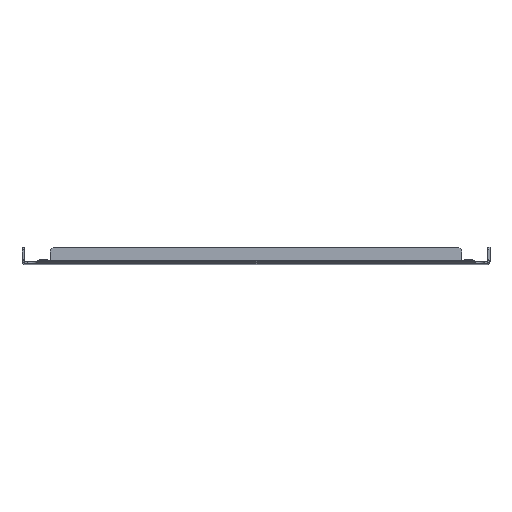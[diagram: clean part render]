
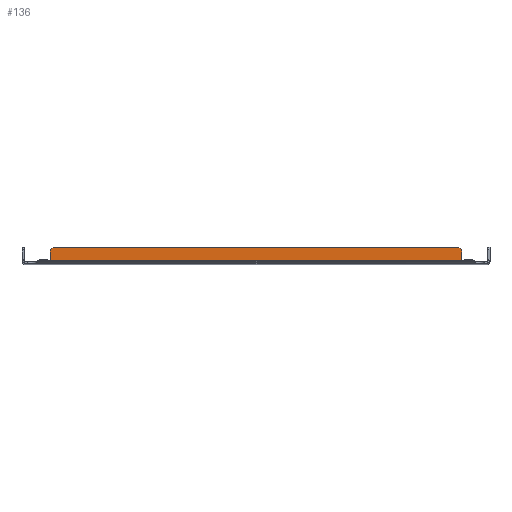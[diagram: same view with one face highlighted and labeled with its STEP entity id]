
A CAD part, top view. The second image highlights one B-rep face of the part: STEP entity #136.
In plain terms, the highlighted planar face has unit normal (0, 0, 1).
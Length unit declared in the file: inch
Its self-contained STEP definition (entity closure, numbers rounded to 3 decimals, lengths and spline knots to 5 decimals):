
#136 = ADVANCED_FACE ( 'NONE', ( #7252 ), #4779, .F. ) ;
#230 = LINE ( 'NONE', #5740, #867 ) ;
#355 = CARTESIAN_POINT ( 'NONE',  ( -9.615, 0.75, 23.085 ) ) ;
#549 = CIRCLE ( 'NONE', #3869, 0.063 ) ;
#587 = VECTOR ( 'NONE', #1095, 39.37008 ) ;
#706 = EDGE_CURVE ( 'NONE', #5001, #2437, #877, .T. ) ;
#867 = VECTOR ( 'NONE', #3315, 39.37008 ) ;
#877 = LINE ( 'NONE', #2542, #2583 ) ;
#1011 = EDGE_CURVE ( 'NONE', #4818, #1891, #4332, .T. ) ;
#1037 = ORIENTED_EDGE ( 'NONE', *, *, #1011, .F. ) ;
#1095 = DIRECTION ( 'NONE',  ( 0.707, 0.707, 0. ) ) ;
#1123 = DIRECTION ( 'NONE',  ( 0., 0., -1. ) ) ;
#1874 = CARTESIAN_POINT ( 'NONE',  ( -9.74, 0.625, 23.085 ) ) ;
#1891 = VERTEX_POINT ( 'NONE', #5892 ) ;
#2006 = ORIENTED_EDGE ( 'NONE', *, *, #4606, .F. ) ;
#2143 = CARTESIAN_POINT ( 'NONE',  ( 9.74656, 0.143, 23.085 ) ) ;
#2437 = VERTEX_POINT ( 'NONE', #6678 ) ;
#2519 = CARTESIAN_POINT ( 'NONE',  ( -9.74, 0.171, 23.085 ) ) ;
#2521 = VECTOR ( 'NONE', #3907, 39.37008 ) ;
#2542 = CARTESIAN_POINT ( 'NONE',  ( 9.615, 0.75, 23.085 ) ) ;
#2546 = ORIENTED_EDGE ( 'NONE', *, *, #2673, .F. ) ;
#2583 = VECTOR ( 'NONE', #3078, 39.37008 ) ;
#2673 = EDGE_CURVE ( 'NONE', #3157, #2934, #4841, .T. ) ;
#2695 = CIRCLE ( 'NONE', #3564, 0.063 ) ;
#2780 = VECTOR ( 'NONE', #4884, 39.37008 ) ;
#2926 = DIRECTION ( 'NONE',  ( 0., 1., 0. ) ) ;
#2934 = VERTEX_POINT ( 'NONE', #1874 ) ;
#2951 = LINE ( 'NONE', #4319, #3395 ) ;
#3078 = DIRECTION ( 'NONE',  ( 0.707, -0.707, 0. ) ) ;
#3157 = VERTEX_POINT ( 'NONE', #2519 ) ;
#3315 = DIRECTION ( 'NONE',  ( 0., -1., 0. ) ) ;
#3395 = VECTOR ( 'NONE', #7297, 39.37008 ) ;
#3564 = AXIS2_PLACEMENT_3D ( 'NONE', #5790, #1123, #2926 ) ;
#3627 = CARTESIAN_POINT ( 'NONE',  ( -11.664, 0.75, 23.085 ) ) ;
#3869 = AXIS2_PLACEMENT_3D ( 'NONE', #6065, #6682, #4720 ) ;
#3894 = EDGE_CURVE ( 'NONE', #4818, #6705, #2695, .T. ) ;
#3907 = DIRECTION ( 'NONE',  ( 0., 1., 0. ) ) ;
#4120 = ORIENTED_EDGE ( 'NONE', *, *, #706, .F. ) ;
#4267 = ORIENTED_EDGE ( 'NONE', *, *, #5778, .F. ) ;
#4319 = CARTESIAN_POINT ( 'NONE',  ( -11.664, 0.75, 23.085 ) ) ;
#4332 = LINE ( 'NONE', #7158, #2780 ) ;
#4606 = EDGE_CURVE ( 'NONE', #2934, #6575, #5686, .T. ) ;
#4720 = DIRECTION ( 'NONE',  ( 0., 1., 0. ) ) ;
#4779 = PLANE ( 'NONE',  #4899 ) ;
#4818 = VERTEX_POINT ( 'NONE', #2143 ) ;
#4841 = LINE ( 'NONE', #6261, #2521 ) ;
#4884 = DIRECTION ( 'NONE',  ( -1., 0., 0. ) ) ;
#4899 = AXIS2_PLACEMENT_3D ( 'NONE', #3627, #5407, #6515 ) ;
#5001 = VERTEX_POINT ( 'NONE', #7537 ) ;
#5407 = DIRECTION ( 'NONE',  ( 0., 0., -1. ) ) ;
#5665 = EDGE_CURVE ( 'NONE', #3157, #1891, #549, .T. ) ;
#5686 = LINE ( 'NONE', #6915, #587 ) ;
#5740 = CARTESIAN_POINT ( 'NONE',  ( 9.74, 0.75, 23.085 ) ) ;
#5778 = EDGE_CURVE ( 'NONE', #2437, #6705, #230, .T. ) ;
#5790 = CARTESIAN_POINT ( 'NONE',  ( 9.803, 0.171, 23.085 ) ) ;
#5892 = CARTESIAN_POINT ( 'NONE',  ( -9.74656, 0.143, 23.085 ) ) ;
#6065 = CARTESIAN_POINT ( 'NONE',  ( -9.803, 0.171, 23.085 ) ) ;
#6261 = CARTESIAN_POINT ( 'NONE',  ( -9.74, 0.75, 23.085 ) ) ;
#6515 = DIRECTION ( 'NONE',  ( 0., 1., 0. ) ) ;
#6560 = CARTESIAN_POINT ( 'NONE',  ( 9.74, 0.171, 23.085 ) ) ;
#6575 = VERTEX_POINT ( 'NONE', #355 ) ;
#6678 = CARTESIAN_POINT ( 'NONE',  ( 9.74, 0.625, 23.085 ) ) ;
#6682 = DIRECTION ( 'NONE',  ( 0., 0., -1. ) ) ;
#6705 = VERTEX_POINT ( 'NONE', #6560 ) ;
#6773 = ORIENTED_EDGE ( 'NONE', *, *, #7356, .F. ) ;
#6915 = CARTESIAN_POINT ( 'NONE',  ( -9.74, 0.625, 23.085 ) ) ;
#7158 = CARTESIAN_POINT ( 'NONE',  ( 10.37525, 0.143, 23.085 ) ) ;
#7252 = FACE_OUTER_BOUND ( 'NONE', #7595, .T. ) ;
#7297 = DIRECTION ( 'NONE',  ( 1., 0., 0. ) ) ;
#7318 = ORIENTED_EDGE ( 'NONE', *, *, #5665, .T. ) ;
#7356 = EDGE_CURVE ( 'NONE', #6575, #5001, #2951, .T. ) ;
#7436 = ORIENTED_EDGE ( 'NONE', *, *, #3894, .T. ) ;
#7537 = CARTESIAN_POINT ( 'NONE',  ( 9.615, 0.75, 23.085 ) ) ;
#7595 = EDGE_LOOP ( 'NONE', ( #1037, #7436, #4267, #4120, #6773, #2006, #2546, #7318 ) ) ;
